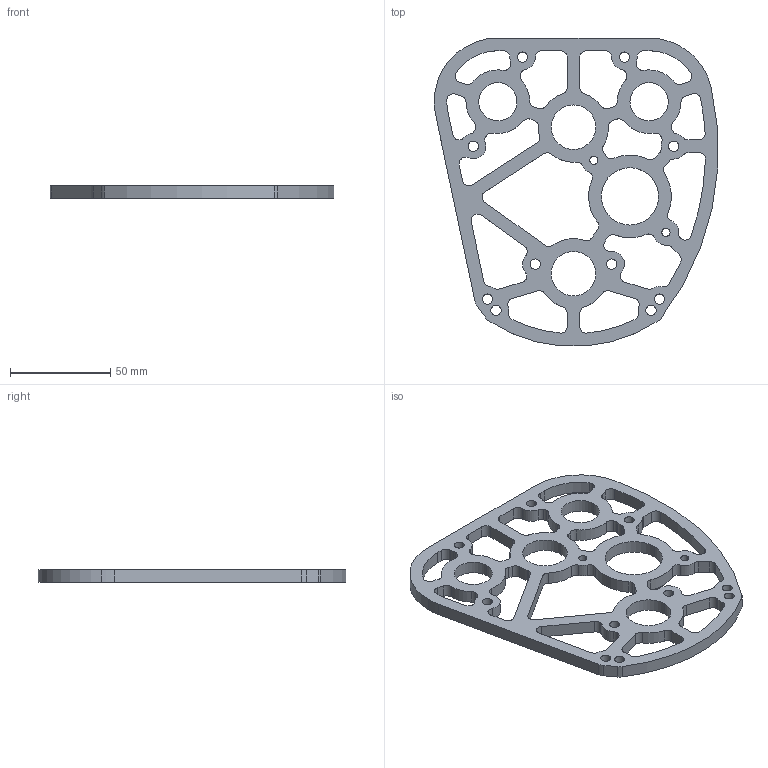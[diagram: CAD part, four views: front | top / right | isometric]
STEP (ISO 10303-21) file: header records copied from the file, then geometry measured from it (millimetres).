
FILE_DESCRIPTION (( 'STEP AP214' ), '1' );
FILE_NAME ('am-3529 Evo Shifter 3 Stage 2 Motor Plate.STEP', '2016-12-16T16:49:36', ( '' ), ( '' ), 'SwSTEP 2.0', 'SolidWorks 2014', '' );
FILE_SCHEMA (( 'AUTOMOTIVE_DESIGN' ));
Length unit declared in the file: inch
Products named in the file (1): am-3529 Evo Shifter 3 Stage 2 Motor Plate
Bounding box: 141.39 x 153.53 x 6.35 mm (x, y, z)
Volume: 53568.8 mm3; surface area: 31651.2 mm2
Topology: 1 solids, 1 shells, 250 faces, 744 edges, 496 vertices
Faces by surface type: cylinder 202, plane 48
Entity records: 8828 total; most frequent: DIRECTION 1650, CARTESIAN_POINT 1491, ORIENTED_EDGE 1488, EDGE_CURVE 744, AXIS2_PLACEMENT_3D 655, VERTEX_POINT 496, CIRCLE 404, VECTOR 340
